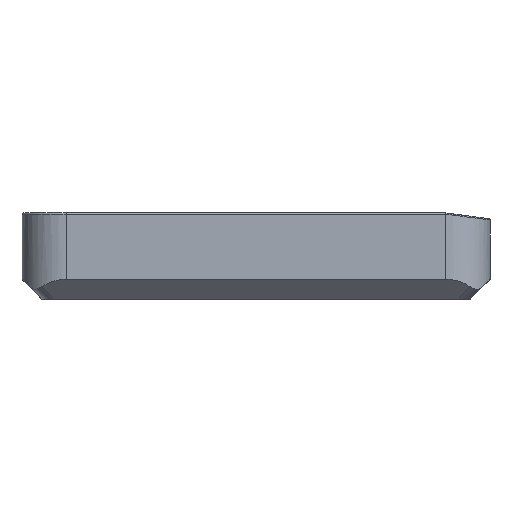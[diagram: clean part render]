
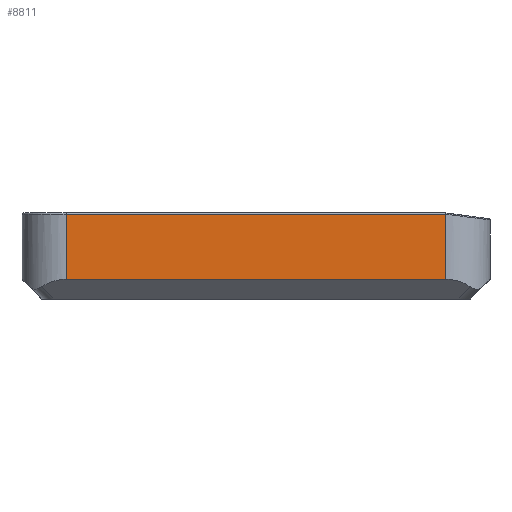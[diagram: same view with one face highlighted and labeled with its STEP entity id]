
A CAD part, left-side view. The second image highlights one B-rep face of the part: STEP entity #8811.
In plain terms, the highlighted planar face has unit normal (-1, 0, 0).
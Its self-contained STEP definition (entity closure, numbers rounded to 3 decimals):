
#1065=PLANE('',#9866);
#1588=FACE_OUTER_BOUND('',#2161,.T.);
#2161=EDGE_LOOP('',(#8071,#8072,#8073,#8074,#8075));
#2747=LINE('',#16914,#3344);
#2748=LINE('',#16917,#3345);
#2762=LINE('',#17152,#3359);
#2764=LINE('',#17158,#3361);
#2766=LINE('',#17173,#3363);
#3344=VECTOR('',#12352,10.);
#3345=VECTOR('',#12357,10.);
#3359=VECTOR('',#12441,10.);
#3361=VECTOR('',#12447,10.);
#3363=VECTOR('',#12453,10.);
#4295=VERTEX_POINT('',#16888);
#4298=VERTEX_POINT('',#16905);
#4301=VERTEX_POINT('',#16913);
#4323=VERTEX_POINT('',#17150);
#4325=VERTEX_POINT('',#17156);
#5560=EDGE_CURVE('',#4298,#4301,#2747,.T.);
#5562=EDGE_CURVE('',#4301,#4295,#2748,.T.);
#5603=EDGE_CURVE('',#4323,#4298,#2762,.T.);
#5606=EDGE_CURVE('',#4323,#4325,#2764,.T.);
#5609=EDGE_CURVE('',#4295,#4325,#2766,.T.);
#8071=ORIENTED_EDGE('',*,*,#5560,.F.);
#8072=ORIENTED_EDGE('',*,*,#5603,.F.);
#8073=ORIENTED_EDGE('',*,*,#5606,.T.);
#8074=ORIENTED_EDGE('',*,*,#5609,.F.);
#8075=ORIENTED_EDGE('',*,*,#5562,.F.);
#8811=ADVANCED_FACE('',(#1588),#1065,.T.);
#9866=AXIS2_PLACEMENT_3D('',#17195,#12484,#12485);
#12352=DIRECTION('',(0.,-1.,0.));
#12357=DIRECTION('',(0.,-0.991,-0.131));
#12441=DIRECTION('',(0.,0.,1.));
#12447=DIRECTION('',(0.,-1.,0.));
#12453=DIRECTION('',(0.,0.,-1.));
#12484=DIRECTION('center_axis',(-1.,0.,0.));
#12485=DIRECTION('ref_axis',(0.,-1.,0.));
#16888=CARTESIAN_POINT('',(-9.5,-0.5,7.248));
#16905=CARTESIAN_POINT('',(-9.5,76.7,7.25));
#16913=CARTESIAN_POINT('',(-9.5,-0.484,7.25));
#16914=CARTESIAN_POINT('',(-9.5,61.9,7.25));
#16917=CARTESIAN_POINT('',(-9.5,41.413,12.766));
#17150=CARTESIAN_POINT('',(-9.5,76.7,-6.));
#17152=CARTESIAN_POINT('',(-9.5,76.7,0.));
#17156=CARTESIAN_POINT('',(-9.5,-0.5,-6.));
#17158=CARTESIAN_POINT('',(-9.5,42.85,-6.));
#17173=CARTESIAN_POINT('',(-9.5,-0.5,0.));
#17195=CARTESIAN_POINT('Origin',(-9.5,85.7,0.));
